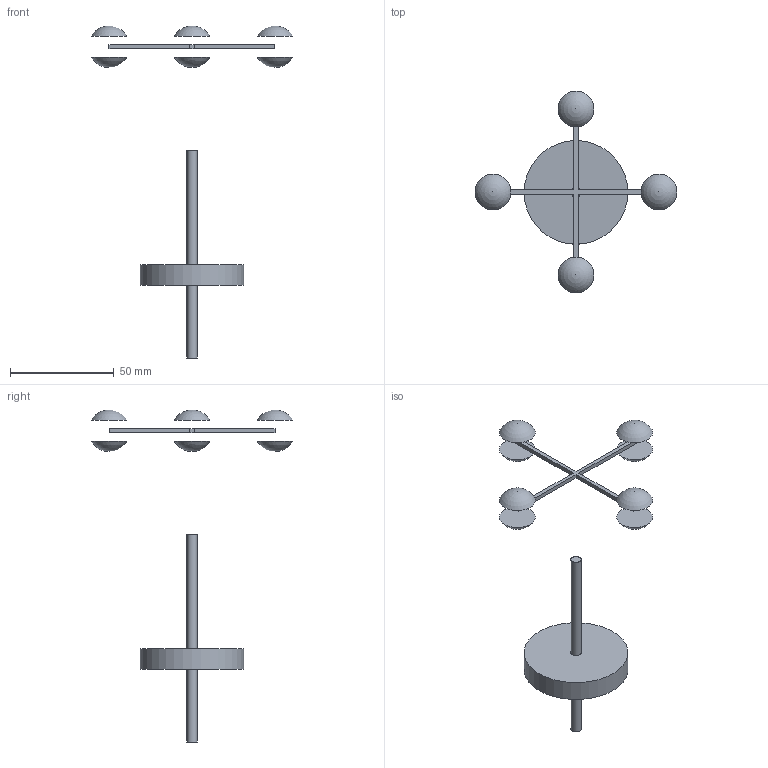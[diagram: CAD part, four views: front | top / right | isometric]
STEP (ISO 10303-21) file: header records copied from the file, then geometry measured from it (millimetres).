
FILE_DESCRIPTION(('Open CASCADE Model'),'2;1');
FILE_NAME('Open CASCADE Shape Model','2024-05-25T18:47:57',('Author'),( 'Open CASCADE'),'Open CASCADE STEP processor 7.7','Open CASCADE 7.7' ,'Unknown');
FILE_SCHEMA(('AUTOMOTIVE_DESIGN { 1 0 10303 214 1 1 1 1 }'));
Length unit declared in the file: millimetre
Products named in the file (11): Open CASCADE STEP translator 7.7 65; Open CASCADE STEP translator 7.7 65.1; Open CASCADE STEP translator 7.7 65.2; Open CASCADE STEP translator 7.7 65.3; Open CASCADE STEP translator 7.7 65.4; Open CASCADE STEP translator 7.7 65.5; Open CASCADE STEP translator 7.7 65.6; Open CASCADE STEP translator 7.7 65.7; Open CASCADE STEP translator 7.7 65.8; Open CASCADE STEP translator 7.7 65.9; Open CASCADE STEP translator 7.7 65.10
Assembly tree (10 placements, depth 2):
  Open CASCADE STEP translator 7.7 65
    Open CASCADE STEP translator 7.7 65.1
    Open CASCADE STEP translator 7.7 65.2
    Open CASCADE STEP translator 7.7 65.3
    Open CASCADE STEP translator 7.7 65.4
    Open CASCADE STEP translator 7.7 65.5
    Open CASCADE STEP translator 7.7 65.6
    Open CASCADE STEP translator 7.7 65.7
    Open CASCADE STEP translator 7.7 65.8
    Open CASCADE STEP translator 7.7 65.9
    Open CASCADE STEP translator 7.7 65.10
Bounding box: 97.32 x 97.32 x 160 mm (x, y, z)
Volume: 27270.1 mm3; surface area: 12581.7 mm2
Topology: 10 solids, 10 shells, 37 faces, 69 edges, 46 vertices
Faces by surface type: plane 26, sphere 8, cylinder 3
Full cylindrical faces by diameter (mm): 5 x2, 50 x1
Entity records: 1842 total; most frequent: DIRECTION 293, CARTESIAN_POINT 285, LINE 139, VECTOR 139, ORIENTED_EDGE 122, PCURVE 122, DEFINITIONAL_REPRESENTATION 122, AXIS2_PLACEMENT_3D 70
